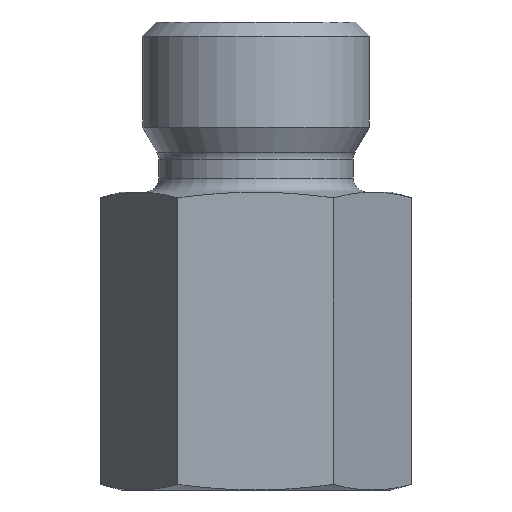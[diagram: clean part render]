
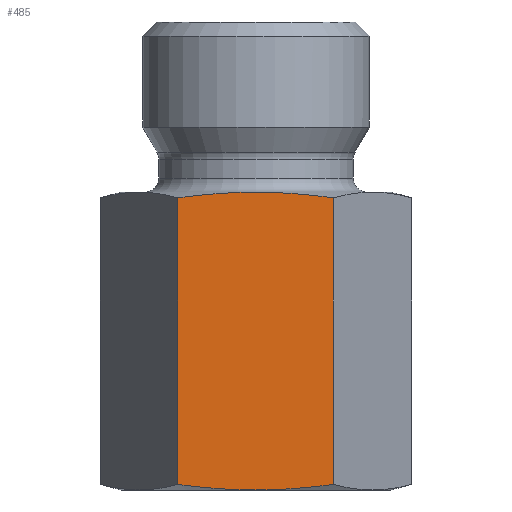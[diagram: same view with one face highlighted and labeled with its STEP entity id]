
A CAD part, left-side view. The second image highlights one B-rep face of the part: STEP entity #485.
In plain terms, the highlighted planar face has unit normal (-1, 0.003, 0).
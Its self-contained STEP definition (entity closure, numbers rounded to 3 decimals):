
#73=CARTESIAN_POINT('',(-9.517,-5.456,0.394));
#74=VERTEX_POINT('',#73);
#90=CARTESIAN_POINT('',(-9.5,0.029,0.));
#91=VERTEX_POINT('',#90);
#92=CARTESIAN_POINT('',(-9.5,0.029,0.));
#93=CARTESIAN_POINT('',(-9.508,-2.517,0.));
#94=CARTESIAN_POINT('',(-9.517,-5.456,0.394));
#102=(BOUNDED_CURVE()B_SPLINE_CURVE(2,(#92,#93,#94),.UNSPECIFIED.,.F.,.U.)B_SPLINE_CURVE_WITH_KNOTS((3,3),(0.716,1.285),.UNSPECIFIED.)CURVE()GEOMETRIC_REPRESENTATION_ITEM()RATIONAL_B_SPLINE_CURVE((1.0,1.048,1.02))REPRESENTATION_ITEM(''));
#103=EDGE_CURVE('',#91,#74,#102,.T.);
#300=CARTESIAN_POINT('',(-9.483,5.514,0.394));
#301=VERTEX_POINT('',#300);
#322=CARTESIAN_POINT('',(-9.483,5.514,0.394));
#323=CARTESIAN_POINT('',(-9.492,2.574,0.));
#324=CARTESIAN_POINT('',(-9.5,0.029,0.));
#332=(BOUNDED_CURVE()B_SPLINE_CURVE(2,(#322,#323,#324),.UNSPECIFIED.,.F.,.U.)B_SPLINE_CURVE_WITH_KNOTS((3,3),(0.147,0.716),.UNSPECIFIED.)CURVE()GEOMETRIC_REPRESENTATION_ITEM()RATIONAL_B_SPLINE_CURVE((1.02,1.048,1.0))REPRESENTATION_ITEM(''));
#333=EDGE_CURVE('',#301,#91,#332,.T.);
#399=CARTESIAN_POINT('',(-9.483,5.514,20.606));
#400=VERTEX_POINT('',#399);
#401=CARTESIAN_POINT('',(-9.483,5.514,0.394));
#402=DIRECTION('',(0.0,0.0,1.0));
#403=VECTOR('',#402,20.212);
#404=LINE('',#401,#403);
#405=EDGE_CURVE('',#301,#400,#404,.T.);
#439=CARTESIAN_POINT('',(-9.517,-5.456,0.0));
#440=DIRECTION('',(-1.,0.003,0.0));
#441=DIRECTION('',(0.0,0.0,1.0));
#442=AXIS2_PLACEMENT_3D('',#439,#440,#441);
#443=PLANE('',#442);
#444=ORIENTED_EDGE('',*,*,#333,.T.);
#445=ORIENTED_EDGE('',*,*,#103,.T.);
#446=CARTESIAN_POINT('',(-9.517,-5.456,20.606));
#447=VERTEX_POINT('',#446);
#448=CARTESIAN_POINT('',(-9.517,-5.456,0.394));
#449=DIRECTION('',(0.0,0.0,1.0));
#450=VECTOR('',#449,20.212);
#451=LINE('',#448,#450);
#452=EDGE_CURVE('',#74,#447,#451,.T.);
#453=ORIENTED_EDGE('',*,*,#452,.T.);
#454=CARTESIAN_POINT('',(-9.5,0.029,21.));
#455=VERTEX_POINT('',#454);
#456=CARTESIAN_POINT('',(-9.517,-5.456,20.606));
#457=CARTESIAN_POINT('',(-9.508,-2.517,21.0));
#458=CARTESIAN_POINT('',(-9.5,0.029,21.));
#466=(BOUNDED_CURVE()B_SPLINE_CURVE(2,(#456,#457,#458),.UNSPECIFIED.,.F.,.U.)B_SPLINE_CURVE_WITH_KNOTS((3,3),(0.147,0.716),.UNSPECIFIED.)CURVE()GEOMETRIC_REPRESENTATION_ITEM()RATIONAL_B_SPLINE_CURVE((1.02,1.048,1.0))REPRESENTATION_ITEM(''));
#467=EDGE_CURVE('',#447,#455,#466,.T.);
#468=ORIENTED_EDGE('',*,*,#467,.T.);
#469=CARTESIAN_POINT('',(-9.5,0.029,21.));
#470=CARTESIAN_POINT('',(-9.492,2.574,21.0));
#471=CARTESIAN_POINT('',(-9.483,5.514,20.606));
#479=(BOUNDED_CURVE()B_SPLINE_CURVE(2,(#469,#470,#471),.UNSPECIFIED.,.F.,.U.)B_SPLINE_CURVE_WITH_KNOTS((3,3),(0.716,1.285),.UNSPECIFIED.)CURVE()GEOMETRIC_REPRESENTATION_ITEM()RATIONAL_B_SPLINE_CURVE((1.0,1.048,1.02))REPRESENTATION_ITEM(''));
#480=EDGE_CURVE('',#455,#400,#479,.T.);
#481=ORIENTED_EDGE('',*,*,#480,.T.);
#482=ORIENTED_EDGE('',*,*,#405,.F.);
#483=EDGE_LOOP('',(#444,#445,#453,#468,#481,#482));
#484=FACE_OUTER_BOUND('',#483,.T.);
#485=ADVANCED_FACE('',(#484),#443,.T.);
